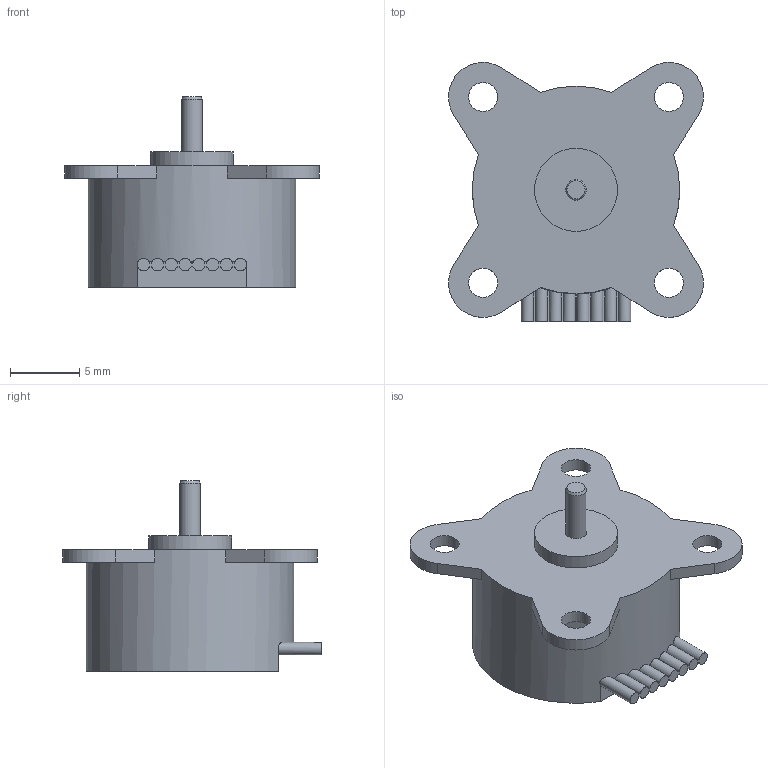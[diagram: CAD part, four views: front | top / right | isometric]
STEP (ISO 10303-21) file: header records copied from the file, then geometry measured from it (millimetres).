
FILE_DESCRIPTION(/* description */ (''),/* implementation_level */ '2;1');
FILE_NAME(/* name */ '1509T_B.stp',/* time_stamp */ '2017-07-13T13:50:54+02:00',/* author */ ('DR. FRITZ FAULHABER GmbH & Co. KG'),/* organization */ ('DR. FRITZ FAULHABER GmbH & Co. KG'),/* preprocessor_version */ 'ST-DEVELOPER v16',/* originating_system */ 'SIEMENS PLM Software NX 10.0',/* authorisation */ '');
FILE_SCHEMA (('AUTOMOTIVE_DESIGN { 1 0 10303 214 3 1 1 1 }'));
Length unit declared in the file: millimetre
Products named in the file (1): Alle_Motoren
Bounding box: 18.43 x 18.71 x 13.8 mm (x, y, z)
Volume: 1662.9 mm3; surface area: 1060.3 mm2
Topology: 1 solids, 1 shells, 76 faces, 214 edges, 142 vertices
Faces by surface type: plane 50, cylinder 25, cone 1
Full cylindrical faces by diameter (mm): 1.5 x1, 2.1 x4, 6 x1, 15 x1
Entity records: 2660 total; most frequent: CARTESIAN_POINT 633, DIRECTION 426, ORIENTED_EDGE 410, EDGE_CURVE 205, AXIS2_PLACEMENT_3D 154, VERTEX_POINT 141, LINE 118, VECTOR 118
